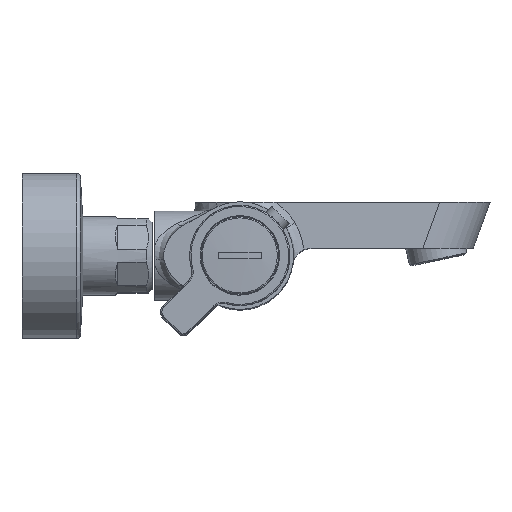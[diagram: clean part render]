
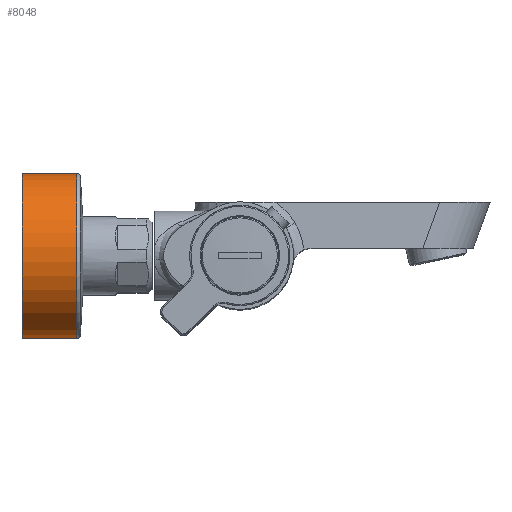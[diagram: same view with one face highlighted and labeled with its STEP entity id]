
A CAD part, top view. The second image highlights one B-rep face of the part: STEP entity #8048.
In plain terms, the highlighted cylindrical face has radius 33.75 mm (diameter 67.5 mm), a full revolution.
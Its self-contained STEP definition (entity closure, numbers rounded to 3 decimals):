
#266 = CARTESIAN_POINT ( 'NONE',  ( -66.619, -32.496, 84.115 ) ) ;
#783 = EDGE_LOOP ( 'NONE', ( #48608 ) ) ;
#1736 = FACE_OUTER_BOUND ( 'NONE', #783, .T. ) ;
#4571 = EDGE_LOOP ( 'NONE', ( #11617 ) ) ;
#6304 = FACE_OUTER_BOUND ( 'NONE', #4571, .T. ) ;
#8048 = ADVANCED_FACE ( 'NONE', ( #1736, #6304 ), #54325, .T. ) ;
#8691 = CARTESIAN_POINT ( 'NONE',  ( -89., 0., 75. ) ) ;
#11617 = ORIENTED_EDGE ( 'NONE', *, *, #45916, .F. ) ;
#11934 = DIRECTION ( 'NONE',  ( 1., 0., 0. ) ) ;
#16305 = CARTESIAN_POINT ( 'NONE',  ( -89., -32.496, 84.115 ) ) ;
#20274 = AXIS2_PLACEMENT_3D ( 'NONE', #31134, #22271, #53155 ) ;
#22271 = DIRECTION ( 'NONE',  ( 1., 0., 0. ) ) ;
#23736 = DIRECTION ( 'NONE',  ( 1., 0., 0. ) ) ;
#24600 = VERTEX_POINT ( 'NONE', #16305 ) ;
#24841 = CIRCLE ( 'NONE', #20274, 33.75 ) ;
#31134 = CARTESIAN_POINT ( 'NONE',  ( -66.619, 0., 75. ) ) ;
#32456 = EDGE_CURVE ( 'NONE', #24600, #24600, #34364, .T. ) ;
#32601 = DIRECTION ( 'NONE',  ( 0., -0.963, 0.27 ) ) ;
#34364 = CIRCLE ( 'NONE', #39851, 33.75 ) ;
#39299 = DIRECTION ( 'NONE',  ( 0., -0.963, 0.27 ) ) ;
#39851 = AXIS2_PLACEMENT_3D ( 'NONE', #8691, #11934, #39299 ) ;
#45916 = EDGE_CURVE ( 'NONE', #52586, #52586, #24841, .T. ) ;
#48608 = ORIENTED_EDGE ( 'NONE', *, *, #32456, .T. ) ;
#50025 = AXIS2_PLACEMENT_3D ( 'NONE', #50045, #23736, #32601 ) ;
#50045 = CARTESIAN_POINT ( 'NONE',  ( -61.52, 0., 75. ) ) ;
#52586 = VERTEX_POINT ( 'NONE', #266 ) ;
#53155 = DIRECTION ( 'NONE',  ( 0., -0.963, 0.27 ) ) ;
#54325 = CYLINDRICAL_SURFACE ( 'NONE', #50025, 33.75 ) ;
